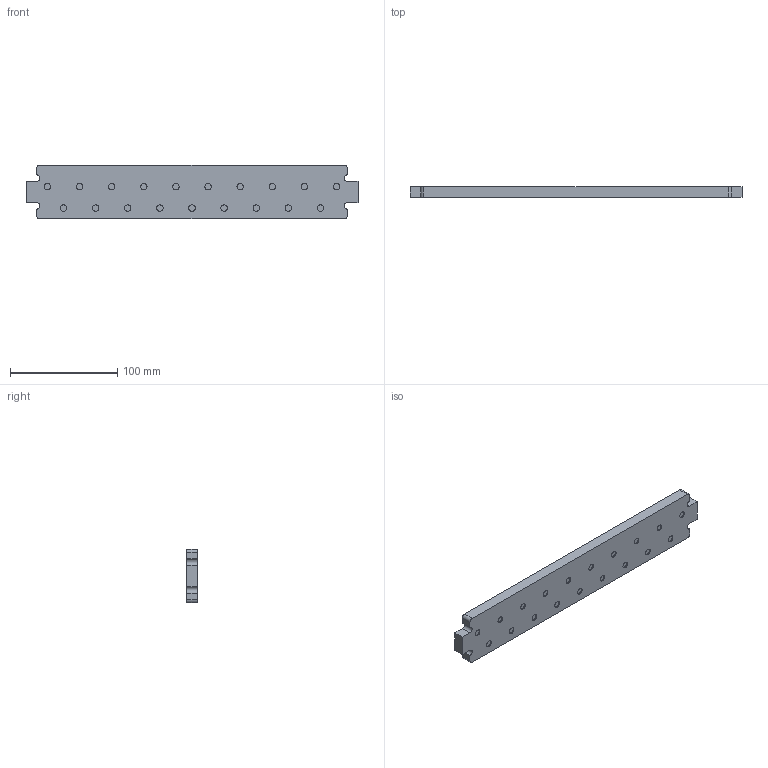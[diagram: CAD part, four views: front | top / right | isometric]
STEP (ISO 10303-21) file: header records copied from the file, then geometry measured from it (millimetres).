
FILE_DESCRIPTION(('STEP AP242'), '1');
FILE_NAME('蹴毿蕻樀錌玁', '', ('UNSPECIFIED'), ('UNSPECIFIED'), 'C3D Converter', 'C3D Toolkit', '');
FILE_SCHEMA(('AP242_MANAGED_MODEL_BASED_3D_ENGINEERING_MIM_LF { 1 0 10303 442 1 1 4 }'));
Length unit declared in the file: millimetre
Bounding box: 310 x 10 x 50 mm (x, y, z)
Volume: 147820 mm3; surface area: 37315.1 mm2
Topology: 1 solids, 1 shells, 60 faces, 117 edges, 78 vertices
Faces by surface type: plane 33, cylinder 27
Full cylindrical faces by diameter (mm): 6 x19
Entity records: 1500 total; most frequent: DIRECTION 274, CARTESIAN_POINT 237, ORIENTED_EDGE 196, AXIS2_PLACEMENT_3D 115, EDGE_LOOP 98, EDGE_CURVE 98, VERTEX_POINT 78, ADVANCED_FACE 60
